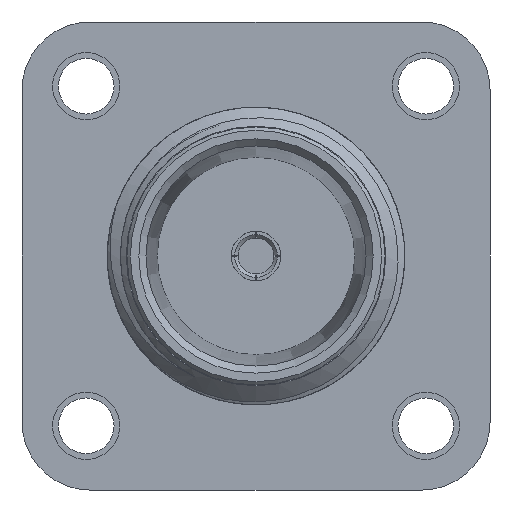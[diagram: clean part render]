
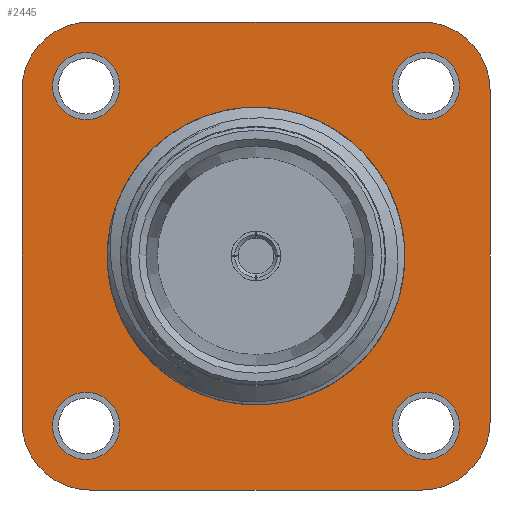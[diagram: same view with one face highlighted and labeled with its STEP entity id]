
A CAD part, left-side view. The second image highlights one B-rep face of the part: STEP entity #2445.
In plain terms, the highlighted planar face has unit normal (-1, 0, 0).
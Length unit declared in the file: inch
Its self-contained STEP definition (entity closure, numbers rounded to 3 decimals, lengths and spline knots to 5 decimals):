
#17 = DIRECTION ( 'NONE',  ( -1., 0., 0. ) ) ;
#132 = FACE_BOUND ( 'NONE', #1483, .T. ) ;
#177 = EDGE_LOOP ( 'NONE', ( #415 ) ) ;
#187 = VECTOR ( 'NONE', #3401, 39.37008 ) ;
#207 = DIRECTION ( 'NONE',  ( -1., 0., 0. ) ) ;
#297 = DIRECTION ( 'NONE',  ( 0., -1., 0. ) ) ;
#329 = CIRCLE ( 'NONE', #1644, 0.1 ) ;
#335 = VECTOR ( 'NONE', #1041, 39.37008 ) ;
#359 = VERTEX_POINT ( 'NONE', #4034 ) ;
#374 = CIRCLE ( 'NONE', #3735, 0.0495 ) ;
#387 = DIRECTION ( 'NONE',  ( 0., 1., 0. ) ) ;
#415 = ORIENTED_EDGE ( 'NONE', *, *, #586, .F. ) ;
#449 = EDGE_CURVE ( 'NONE', #2461, #2064, #3868, .T. ) ;
#517 = CARTESIAN_POINT ( 'NONE',  ( 0.62605, -0.34449, 0.24449 ) ) ;
#539 = FACE_BOUND ( 'NONE', #177, .T. ) ;
#577 = CARTESIAN_POINT ( 'NONE',  ( 0.62605, -0.25, -0.2005 ) ) ;
#579 = DIRECTION ( 'NONE',  ( 0., -1., 0. ) ) ;
#586 = EDGE_CURVE ( 'NONE', #4004, #4004, #1619, .T. ) ;
#595 = CARTESIAN_POINT ( 'NONE',  ( 0.62605, 0.34449, -0.34449 ) ) ;
#605 = DIRECTION ( 'NONE',  ( 0., -1., 0. ) ) ;
#643 = AXIS2_PLACEMENT_3D ( 'NONE', #1948, #17, #3836 ) ;
#652 = ORIENTED_EDGE ( 'NONE', *, *, #3763, .T. ) ;
#659 = AXIS2_PLACEMENT_3D ( 'NONE', #1829, #1210, #2805 ) ;
#702 = CARTESIAN_POINT ( 'NONE',  ( 0.62605, -0.24449, 0.34449 ) ) ;
#732 = EDGE_CURVE ( 'NONE', #1391, #1391, #374, .T. ) ;
#770 = AXIS2_PLACEMENT_3D ( 'NONE', #3065, #1174, #579 ) ;
#778 = CARTESIAN_POINT ( 'NONE',  ( 0.62605, -0.34449, -0.24449 ) ) ;
#794 = ORIENTED_EDGE ( 'NONE', *, *, #732, .F. ) ;
#811 = EDGE_CURVE ( 'NONE', #359, #3072, #1164, .T. ) ;
#828 = DIRECTION ( 'NONE',  ( 0., 0., 1. ) ) ;
#907 = AXIS2_PLACEMENT_3D ( 'NONE', #2583, #2267, #2829 ) ;
#908 = ORIENTED_EDGE ( 'NONE', *, *, #2039, .F. ) ;
#932 = VECTOR ( 'NONE', #387, 39.37008 ) ;
#971 = DIRECTION ( 'NONE',  ( 0., 0., 1. ) ) ;
#1041 = DIRECTION ( 'NONE',  ( 0., 0., 1. ) ) ;
#1069 = EDGE_CURVE ( 'NONE', #1121, #3576, #2086, .T. ) ;
#1076 = PLANE ( 'NONE',  #1531 ) ;
#1121 = VERTEX_POINT ( 'NONE', #4029 ) ;
#1164 = CIRCLE ( 'NONE', #643, 0.1 ) ;
#1174 = DIRECTION ( 'NONE',  ( -1., 0., 0. ) ) ;
#1206 = ORIENTED_EDGE ( 'NONE', *, *, #3160, .T. ) ;
#1210 = DIRECTION ( 'NONE',  ( -1., 0., 0. ) ) ;
#1236 = CARTESIAN_POINT ( 'NONE',  ( 0.62605, 0.25, 0.2995 ) ) ;
#1267 = EDGE_LOOP ( 'NONE', ( #1845 ) ) ;
#1390 = CARTESIAN_POINT ( 'NONE',  ( 0.62605, 0.21585, 0. ) ) ;
#1391 = VERTEX_POINT ( 'NONE', #3964 ) ;
#1397 = CARTESIAN_POINT ( 'NONE',  ( 0.62605, 0.25, -0.25 ) ) ;
#1408 = LINE ( 'NONE', #2080, #3451 ) ;
#1451 = FACE_BOUND ( 'NONE', #4018, .T. ) ;
#1470 = FACE_BOUND ( 'NONE', #1267, .T. ) ;
#1483 = EDGE_LOOP ( 'NONE', ( #908 ) ) ;
#1518 = CARTESIAN_POINT ( 'NONE',  ( 0.62605, 0., 0. ) ) ;
#1531 = AXIS2_PLACEMENT_3D ( 'NONE', #1390, #1767, #828 ) ;
#1585 = ORIENTED_EDGE ( 'NONE', *, *, #449, .T. ) ;
#1619 = CIRCLE ( 'NONE', #2413, 0.0495 ) ;
#1644 = AXIS2_PLACEMENT_3D ( 'NONE', #3098, #3140, #297 ) ;
#1667 = EDGE_LOOP ( 'NONE', ( #3476, #2403, #652, #1206, #3240, #1585, #1793, #2058 ) ) ;
#1767 = DIRECTION ( 'NONE',  ( -1., 0., 0. ) ) ;
#1793 = ORIENTED_EDGE ( 'NONE', *, *, #3085, .T. ) ;
#1804 = LINE ( 'NONE', #595, #187 ) ;
#1812 = EDGE_CURVE ( 'NONE', #3072, #1121, #1408, .T. ) ;
#1829 = CARTESIAN_POINT ( 'NONE',  ( 0.62605, -0.25, -0.25 ) ) ;
#1845 = ORIENTED_EDGE ( 'NONE', *, *, #3560, .F. ) ;
#1875 = VERTEX_POINT ( 'NONE', #3450 ) ;
#1880 = LINE ( 'NONE', #2314, #335 ) ;
#1904 = CARTESIAN_POINT ( 'NONE',  ( 0.62605, -0.25, 0.25 ) ) ;
#1912 = AXIS2_PLACEMENT_3D ( 'NONE', #2305, #3089, #2339 ) ;
#1948 = CARTESIAN_POINT ( 'NONE',  ( 0.62605, 0.24449, -0.24449 ) ) ;
#2039 = EDGE_CURVE ( 'NONE', #1875, #1875, #3514, .T. ) ;
#2043 = CARTESIAN_POINT ( 'NONE',  ( 0.62605, 0.25, -0.2005 ) ) ;
#2058 = ORIENTED_EDGE ( 'NONE', *, *, #811, .T. ) ;
#2064 = VERTEX_POINT ( 'NONE', #2313 ) ;
#2071 = EDGE_LOOP ( 'NONE', ( #794 ) ) ;
#2080 = CARTESIAN_POINT ( 'NONE',  ( 0.62605, -0.34449, -0.34449 ) ) ;
#2086 = CIRCLE ( 'NONE', #770, 0.1 ) ;
#2182 = CIRCLE ( 'NONE', #1912, 0.0495 ) ;
#2267 = DIRECTION ( 'NONE',  ( -1., 0., 0. ) ) ;
#2305 = CARTESIAN_POINT ( 'NONE',  ( 0.62605, 0.25, 0.25 ) ) ;
#2313 = CARTESIAN_POINT ( 'NONE',  ( 0.62605, 0.34449, 0.24449 ) ) ;
#2314 = CARTESIAN_POINT ( 'NONE',  ( 0.62605, -0.34449, -0.34449 ) ) ;
#2339 = DIRECTION ( 'NONE',  ( 0., 0., 1. ) ) ;
#2403 = ORIENTED_EDGE ( 'NONE', *, *, #1069, .T. ) ;
#2413 = AXIS2_PLACEMENT_3D ( 'NONE', #1397, #207, #3639 ) ;
#2440 = CIRCLE ( 'NONE', #659, 0.0495 ) ;
#2442 = VERTEX_POINT ( 'NONE', #517 ) ;
#2445 = ADVANCED_FACE ( 'NONE', ( #132, #1451, #3982, #1470, #539, #3609 ), #1076, .T. ) ;
#2461 = VERTEX_POINT ( 'NONE', #2662 ) ;
#2517 = VERTEX_POINT ( 'NONE', #1236 ) ;
#2583 = CARTESIAN_POINT ( 'NONE',  ( 0.62605, 0.24449, 0.24449 ) ) ;
#2662 = CARTESIAN_POINT ( 'NONE',  ( 0.62605, 0.24449, 0.34449 ) ) ;
#2769 = VERTEX_POINT ( 'NONE', #577 ) ;
#2805 = DIRECTION ( 'NONE',  ( 0., 0., 1. ) ) ;
#2829 = DIRECTION ( 'NONE',  ( 0., -1., 0. ) ) ;
#2858 = DIRECTION ( 'NONE',  ( -1., 0., 0. ) ) ;
#3065 = CARTESIAN_POINT ( 'NONE',  ( 0.62605, -0.24449, -0.24449 ) ) ;
#3072 = VERTEX_POINT ( 'NONE', #3445 ) ;
#3085 = EDGE_CURVE ( 'NONE', #2064, #359, #1804, .T. ) ;
#3089 = DIRECTION ( 'NONE',  ( -1., 0., 0. ) ) ;
#3098 = CARTESIAN_POINT ( 'NONE',  ( 0.62605, -0.24449, 0.24449 ) ) ;
#3108 = EDGE_CURVE ( 'NONE', #2769, #2769, #2440, .T. ) ;
#3140 = DIRECTION ( 'NONE',  ( -1., 0., 0. ) ) ;
#3160 = EDGE_CURVE ( 'NONE', #2442, #3986, #329, .T. ) ;
#3196 = DIRECTION ( 'NONE',  ( -1., 0., 0. ) ) ;
#3240 = ORIENTED_EDGE ( 'NONE', *, *, #3334, .T. ) ;
#3334 = EDGE_CURVE ( 'NONE', #3986, #2461, #4106, .T. ) ;
#3401 = DIRECTION ( 'NONE',  ( 0., 0., -1. ) ) ;
#3445 = CARTESIAN_POINT ( 'NONE',  ( 0.62605, 0.24449, -0.34449 ) ) ;
#3450 = CARTESIAN_POINT ( 'NONE',  ( 0.62605, -0.21875, 0. ) ) ;
#3451 = VECTOR ( 'NONE', #3671, 39.37008 ) ;
#3476 = ORIENTED_EDGE ( 'NONE', *, *, #1812, .T. ) ;
#3514 = CIRCLE ( 'NONE', #3867, 0.21875 ) ;
#3560 = EDGE_CURVE ( 'NONE', #2517, #2517, #2182, .T. ) ;
#3576 = VERTEX_POINT ( 'NONE', #778 ) ;
#3609 = FACE_OUTER_BOUND ( 'NONE', #1667, .T. ) ;
#3639 = DIRECTION ( 'NONE',  ( 0., 0., 1. ) ) ;
#3671 = DIRECTION ( 'NONE',  ( 0., -1., 0. ) ) ;
#3735 = AXIS2_PLACEMENT_3D ( 'NONE', #1904, #3196, #971 ) ;
#3763 = EDGE_CURVE ( 'NONE', #3576, #2442, #1880, .T. ) ;
#3770 = ORIENTED_EDGE ( 'NONE', *, *, #3108, .F. ) ;
#3836 = DIRECTION ( 'NONE',  ( 0., -1., 0. ) ) ;
#3841 = CARTESIAN_POINT ( 'NONE',  ( 0.62605, -0.34449, 0.34449 ) ) ;
#3867 = AXIS2_PLACEMENT_3D ( 'NONE', #1518, #2858, #605 ) ;
#3868 = CIRCLE ( 'NONE', #907, 0.1 ) ;
#3964 = CARTESIAN_POINT ( 'NONE',  ( 0.62605, -0.25, 0.2995 ) ) ;
#3982 = FACE_BOUND ( 'NONE', #2071, .T. ) ;
#3986 = VERTEX_POINT ( 'NONE', #702 ) ;
#4004 = VERTEX_POINT ( 'NONE', #2043 ) ;
#4018 = EDGE_LOOP ( 'NONE', ( #3770 ) ) ;
#4029 = CARTESIAN_POINT ( 'NONE',  ( 0.62605, -0.24449, -0.34449 ) ) ;
#4034 = CARTESIAN_POINT ( 'NONE',  ( 0.62605, 0.34449, -0.24449 ) ) ;
#4106 = LINE ( 'NONE', #3841, #932 ) ;
